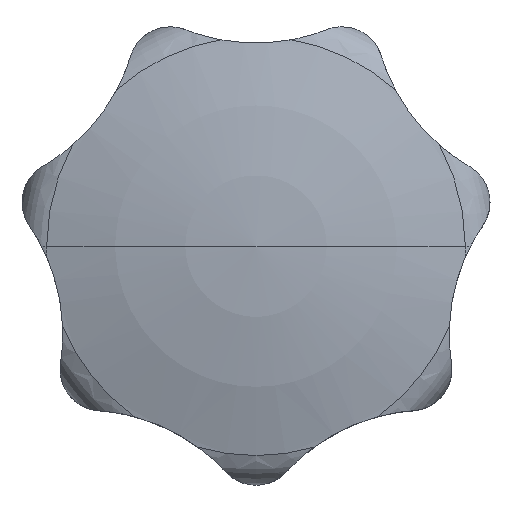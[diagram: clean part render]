
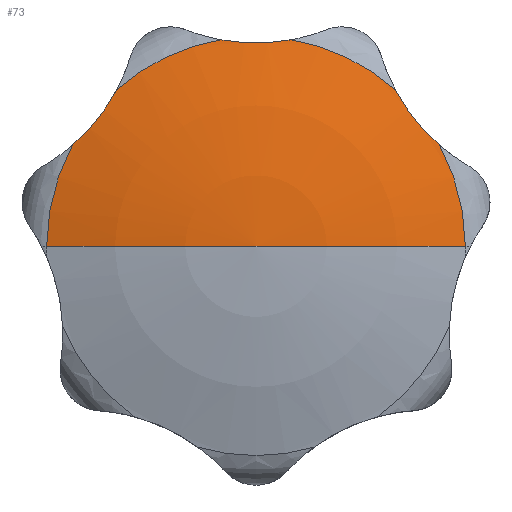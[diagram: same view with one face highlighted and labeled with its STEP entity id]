
A CAD part, top view. The second image highlights one B-rep face of the part: STEP entity #73.
In plain terms, the highlighted spherical face has radius 60 mm.
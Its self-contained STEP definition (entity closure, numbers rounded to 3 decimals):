
#73=ADVANCED_FACE('',(#184),#185,.T.);
#184=FACE_OUTER_BOUND('',#333,.T.);
#185=SPHERICAL_SURFACE('',#334,60.);
#333=EDGE_LOOP('',(#483,#484,#485,#486,#487,#488,#489,#490,#491));
#334=AXIS2_PLACEMENT_3D('',#492,#493,#494);
#483=ORIENTED_EDGE('',*,*,#917,.F.);
#484=ORIENTED_EDGE('',*,*,#918,.F.);
#485=ORIENTED_EDGE('',*,*,#915,.T.);
#486=ORIENTED_EDGE('',*,*,#919,.T.);
#487=ORIENTED_EDGE('',*,*,#920,.T.);
#488=ORIENTED_EDGE('',*,*,#921,.T.);
#489=ORIENTED_EDGE('',*,*,#922,.T.);
#490=ORIENTED_EDGE('',*,*,#923,.T.);
#491=ORIENTED_EDGE('',*,*,#924,.T.);
#492=CARTESIAN_POINT('',(0.,0.,-35.));
#493=DIRECTION('',(0.,0.,1.0));
#494=DIRECTION('',(1.0,0.,0.0));
#915=EDGE_CURVE('',#1084,#1092,#1094,.T.);
#917=EDGE_CURVE('',#1096,#1097,#1098,.T.);
#918=EDGE_CURVE('',#1084,#1096,#1099,.T.);
#919=EDGE_CURVE('',#1092,#1100,#1101,.T.);
#920=EDGE_CURVE('',#1100,#1102,#1103,.T.);
#921=EDGE_CURVE('',#1102,#1104,#1105,.T.);
#922=EDGE_CURVE('',#1104,#1106,#1107,.T.);
#923=EDGE_CURVE('',#1106,#1108,#1109,.T.);
#924=EDGE_CURVE('',#1108,#1097,#1110,.T.);
#1084=VERTEX_POINT('',#1342);
#1092=VERTEX_POINT('',#1369);
#1094=CIRCLE('',#1376,17.522);
#1096=VERTEX_POINT('',#1378);
#1097=VERTEX_POINT('',#1379);
#1098=CIRCLE('',#1380,60.);
#1099=CIRCLE('',#1381,60.);
#1100=VERTEX_POINT('',#1382);
#1101=B_SPLINE_CURVE_WITH_KNOTS('',3,(#1383,#1384,#1385,#1386,#1387,#1388),.UNSPECIFIED.,.F.,.F.,(4,2,4),(-8.653,-5.941,-3.031),.UNSPECIFIED.);
#1102=VERTEX_POINT('',#1389);
#1103=CIRCLE('',#1390,17.522);
#1104=VERTEX_POINT('',#1391);
#1105=B_SPLINE_CURVE_WITH_KNOTS('',3,(#1392,#1393,#1394,#1395,#1396,#1397),.UNSPECIFIED.,.F.,.F.,(4,2,4),(-8.653,-5.941,-3.031),.UNSPECIFIED.);
#1106=VERTEX_POINT('',#1398);
#1107=CIRCLE('',#1399,17.522);
#1108=VERTEX_POINT('',#1400);
#1109=B_SPLINE_CURVE_WITH_KNOTS('',3,(#1401,#1402,#1403,#1404,#1405,#1406),.UNSPECIFIED.,.F.,.F.,(4,2,4),(-8.653,-5.941,-3.031),.UNSPECIFIED.);
#1110=CIRCLE('',#1407,17.522);
#1342=CARTESIAN_POINT('',(17.522,0.,22.384));
#1369=CARTESIAN_POINT('',(15.334,8.479,22.384));
#1376=AXIS2_PLACEMENT_3D('',#2066,#2067,#2068);
#1378=CARTESIAN_POINT('',(0.,0.,25.));
#1379=CARTESIAN_POINT('',(-17.522,0.,22.384));
#1380=AXIS2_PLACEMENT_3D('',#2069,#2070,#2071);
#1381=AXIS2_PLACEMENT_3D('',#2072,#2073,#2074);
#1382=CARTESIAN_POINT('',(11.678,13.063,22.384));
#1383=CARTESIAN_POINT('',(15.334,8.479,22.384));
#1384=CARTESIAN_POINT('',(14.624,9.093,22.483));
#1385=CARTESIAN_POINT('',(13.958,9.781,22.536));
#1386=CARTESIAN_POINT('',(12.717,11.316,22.544));
#1387=CARTESIAN_POINT('',(12.151,12.174,22.491));
#1388=CARTESIAN_POINT('',(11.678,13.063,22.384));
#1389=CARTESIAN_POINT('',(2.932,17.275,22.384));
#1390=AXIS2_PLACEMENT_3D('',#2075,#2076,#2077);
#1391=CARTESIAN_POINT('',(-2.932,17.275,22.384));
#1392=CARTESIAN_POINT('',(2.932,17.275,22.384));
#1393=CARTESIAN_POINT('',(2.008,17.103,22.483));
#1394=CARTESIAN_POINT('',(1.056,17.011,22.536));
#1395=CARTESIAN_POINT('',(-0.918,16.998,22.544));
#1396=CARTESIAN_POINT('',(-1.942,17.091,22.491));
#1397=CARTESIAN_POINT('',(-2.932,17.275,22.384));
#1398=CARTESIAN_POINT('',(-11.678,13.063,22.384));
#1399=AXIS2_PLACEMENT_3D('',#2078,#2079,#2080);
#1400=CARTESIAN_POINT('',(-15.334,8.479,22.384));
#1401=CARTESIAN_POINT('',(-11.678,13.063,22.384));
#1402=CARTESIAN_POINT('',(-12.12,12.234,22.483));
#1403=CARTESIAN_POINT('',(-12.641,11.431,22.536));
#1404=CARTESIAN_POINT('',(-13.862,9.88,22.544));
#1405=CARTESIAN_POINT('',(-14.573,9.137,22.491));
#1406=CARTESIAN_POINT('',(-15.334,8.479,22.384));
#1407=AXIS2_PLACEMENT_3D('',#2081,#2082,#2083);
#2066=CARTESIAN_POINT('',(0.,0.,22.384));
#2067=DIRECTION('',(0.,0.,1.0));
#2068=DIRECTION('',(-1.0,0.,0.));
#2069=CARTESIAN_POINT('',(0.,0.,-35.));
#2070=DIRECTION('',(0.,-1.0,0.));
#2071=DIRECTION('',(0.0,0.,1.0));
#2072=CARTESIAN_POINT('',(0.,0.,-35.));
#2073=DIRECTION('',(0.,-1.0,0.));
#2074=DIRECTION('',(0.0,0.,1.0));
#2075=CARTESIAN_POINT('',(0.,0.,22.384));
#2076=DIRECTION('',(0.,0.,1.0));
#2077=DIRECTION('',(-1.0,0.,0.));
#2078=CARTESIAN_POINT('',(0.,0.,22.384));
#2079=DIRECTION('',(0.,0.,1.0));
#2080=DIRECTION('',(-1.0,0.,0.));
#2081=CARTESIAN_POINT('',(0.,0.,22.384));
#2082=DIRECTION('',(0.,0.,1.0));
#2083=DIRECTION('',(-1.0,0.,0.));
